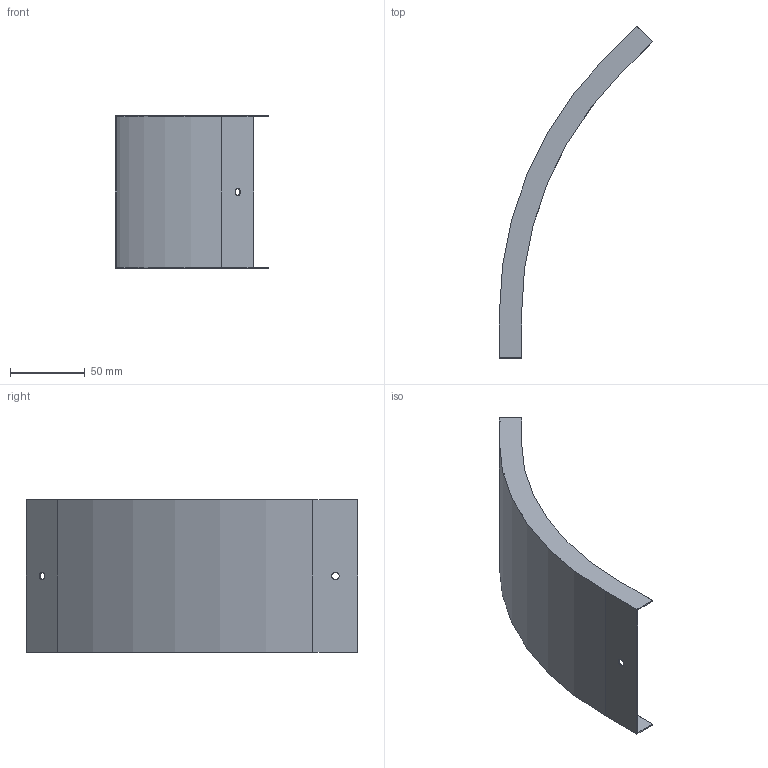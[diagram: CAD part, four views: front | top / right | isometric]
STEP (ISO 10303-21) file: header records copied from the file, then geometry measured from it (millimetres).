
FILE_DESCRIPTION (( 'STEP AP203' ), '1' );
FILE_NAME ('Êðûøêà íà óãîë âåðòèêàëüíûé âíåøíèé CD45_38262.STEP', '2012-11-09T08:44:55', ( 'Àñååâ' ), ( '' ), 'SwSTEP 2.0', 'SolidWorks 2012', '' );
FILE_SCHEMA (( 'CONFIG_CONTROL_DESIGN' ));
Length unit declared in the file: millimetre
Products named in the file (1): Êðûøêà íà óãîë âåðòèêàëüíûé âíåøíèé CD45_38262
Bounding box: 102.24 x 221.57 x 102 mm (x, y, z)
Volume: 25724.5 mm3; surface area: 64925 mm2
Topology: 1 solids, 1 shells, 20 faces, 55 edges, 37 vertices
Faces by surface type: plane 14, cylinder 6
Full cylindrical faces by diameter (mm): 5 x2
Entity records: 705 total; most frequent: CARTESIAN_POINT 109, DIRECTION 106, ORIENTED_EDGE 104, EDGE_CURVE 52, LINE 40, VECTOR 40, VERTEX_POINT 36, AXIS2_PLACEMENT_3D 33
